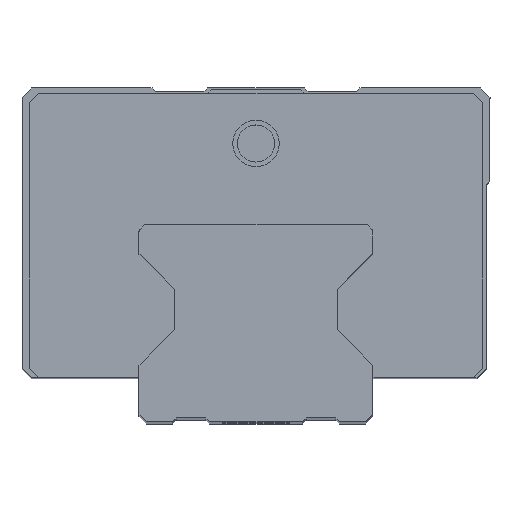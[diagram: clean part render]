
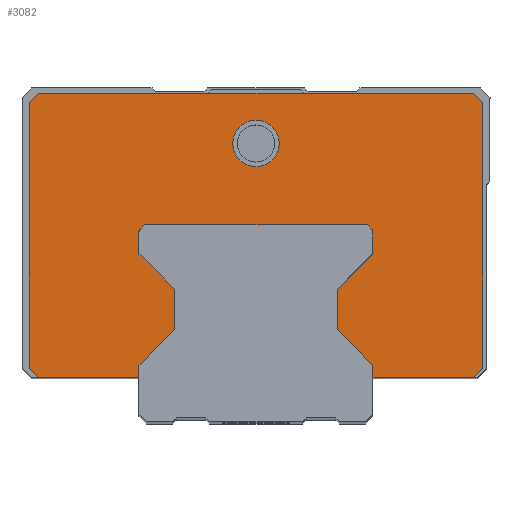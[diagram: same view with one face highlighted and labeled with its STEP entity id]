
A CAD part, top view. The second image highlights one B-rep face of the part: STEP entity #3082.
In plain terms, the highlighted planar face has unit normal (0, 0, 1).
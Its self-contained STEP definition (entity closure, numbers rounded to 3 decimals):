
#829=DIRECTION('',(0.707,-0.707,0.));
#830=VECTOR('',#829,3.536);
#831=CARTESIAN_POINT('',(58.5,-1.5,116.));
#832=LINE('',#831,#830);
#833=DIRECTION('',(0.,-1.,0.));
#834=VECTOR('',#833,71.5);
#835=CARTESIAN_POINT('',(61.,-4.,116.));
#836=LINE('',#835,#834);
#837=DIRECTION('',(-0.707,-0.707,0.));
#838=VECTOR('',#837,3.536);
#839=CARTESIAN_POINT('',(61.,-75.5,116.));
#840=LINE('',#839,#838);
#841=DIRECTION('',(-1.,0.,0.));
#842=VECTOR('',#841,27.);
#843=CARTESIAN_POINT('',(58.5,-78.,116.));
#844=LINE('',#843,#842);
#845=DIRECTION('',(0.,1.,0.));
#846=VECTOR('',#845,3.219);
#847=CARTESIAN_POINT('',(31.5,-78.,116.));
#848=LINE('',#847,#846);
#849=DIRECTION('',(-0.707,0.707,0.));
#850=VECTOR('',#849,13.435);
#851=CARTESIAN_POINT('',(31.5,-74.781,116.));
#852=LINE('',#851,#850);
#853=DIRECTION('',(0.,1.,0.));
#854=VECTOR('',#853,10.962);
#855=CARTESIAN_POINT('',(22.,-65.281,116.));
#856=LINE('',#855,#854);
#857=DIRECTION('',(0.707,0.707,0.));
#858=VECTOR('',#857,13.435);
#859=CARTESIAN_POINT('',(22.,-54.319,116.));
#860=LINE('',#859,#858);
#861=DIRECTION('',(0.,1.,0.));
#862=VECTOR('',#861,5.905);
#863=CARTESIAN_POINT('',(31.5,-44.819,116.));
#864=LINE('',#863,#862);
#865=CARTESIAN_POINT('',(30.5,-38.914,116.));
#866=DIRECTION('',(0.,0.,1.));
#867=DIRECTION('',(1.,0.,0.));
#868=AXIS2_PLACEMENT_3D('',#865,#866,#867);
#870=DIRECTION('',(-0.707,0.707,0.));
#871=VECTOR('',#870,1.707);
#872=CARTESIAN_POINT('',(31.207,-38.207,116.));
#873=LINE('',#872,#871);
#874=DIRECTION('',(-1.,0.,0.));
#875=VECTOR('',#874,60.);
#876=CARTESIAN_POINT('',(30.,-37.,116.));
#877=LINE('',#876,#875);
#878=DIRECTION('',(-0.707,-0.707,0.));
#879=VECTOR('',#878,1.707);
#880=CARTESIAN_POINT('',(-30.,-37.,116.));
#881=LINE('',#880,#879);
#882=CARTESIAN_POINT('',(-30.5,-38.914,116.));
#883=DIRECTION('',(0.,0.,1.));
#884=DIRECTION('',(-0.707,0.707,0.));
#885=AXIS2_PLACEMENT_3D('',#882,#883,#884);
#887=DIRECTION('',(0.,-1.,0.));
#888=VECTOR('',#887,5.905);
#889=CARTESIAN_POINT('',(-31.5,-38.914,116.));
#890=LINE('',#889,#888);
#891=DIRECTION('',(0.707,-0.707,0.));
#892=VECTOR('',#891,13.435);
#893=CARTESIAN_POINT('',(-31.5,-44.819,116.));
#894=LINE('',#893,#892);
#895=DIRECTION('',(0.,-1.,0.));
#896=VECTOR('',#895,10.962);
#897=CARTESIAN_POINT('',(-22.,-54.319,116.));
#898=LINE('',#897,#896);
#899=DIRECTION('',(-0.707,-0.707,0.));
#900=VECTOR('',#899,13.435);
#901=CARTESIAN_POINT('',(-22.,-65.281,116.));
#902=LINE('',#901,#900);
#903=DIRECTION('',(0.,-1.,0.));
#904=VECTOR('',#903,3.219);
#905=CARTESIAN_POINT('',(-31.5,-74.781,116.));
#906=LINE('',#905,#904);
#907=DIRECTION('',(-1.,0.,0.));
#908=VECTOR('',#907,27.);
#909=CARTESIAN_POINT('',(-31.5,-78.,116.));
#910=LINE('',#909,#908);
#911=DIRECTION('',(-0.707,0.707,0.));
#912=VECTOR('',#911,3.536);
#913=CARTESIAN_POINT('',(-58.5,-78.,116.));
#914=LINE('',#913,#912);
#915=DIRECTION('',(0.,1.,0.));
#916=VECTOR('',#915,71.5);
#917=CARTESIAN_POINT('',(-61.,-75.5,116.));
#918=LINE('',#917,#916);
#919=DIRECTION('',(0.707,0.707,0.));
#920=VECTOR('',#919,3.536);
#921=CARTESIAN_POINT('',(-61.,-4.,116.));
#922=LINE('',#921,#920);
#923=DIRECTION('',(1.,0.,0.));
#924=VECTOR('',#923,117.);
#925=CARTESIAN_POINT('',(-58.5,-1.5,116.));
#926=LINE('',#925,#924);
#927=CARTESIAN_POINT('',(0.,-15.,116.));
#928=DIRECTION('',(0.,0.,1.));
#929=DIRECTION('',(-1.,0.,0.));
#930=AXIS2_PLACEMENT_3D('',#927,#928,#929);
#932=CARTESIAN_POINT('',(0.,-15.,116.));
#933=DIRECTION('',(0.,0.,1.));
#934=DIRECTION('',(1.,0.,0.));
#935=AXIS2_PLACEMENT_3D('',#932,#933,#934);
#1613=CARTESIAN_POINT('',(-61.,-4.,116.));
#1615=VERTEX_POINT('',#1613);
#1617=CARTESIAN_POINT('',(-61.,-75.5,116.));
#1618=VERTEX_POINT('',#1617);
#1629=CARTESIAN_POINT('',(-58.5,-1.5,116.));
#1631=VERTEX_POINT('',#1629);
#1643=CARTESIAN_POINT('',(58.5,-1.5,116.));
#1644=VERTEX_POINT('',#1643);
#1713=CARTESIAN_POINT('',(-58.5,-78.,116.));
#1714=VERTEX_POINT('',#1713);
#1715=CARTESIAN_POINT('',(61.,-4.,116.));
#1716=VERTEX_POINT('',#1715);
#1717=CARTESIAN_POINT('',(61.,-75.5,116.));
#1718=VERTEX_POINT('',#1717);
#1719=CARTESIAN_POINT('',(58.5,-78.,116.));
#1720=VERTEX_POINT('',#1719);
#1721=CARTESIAN_POINT('',(31.5,-78.,116.));
#1722=VERTEX_POINT('',#1721);
#1723=CARTESIAN_POINT('',(31.5,-74.781,116.));
#1724=VERTEX_POINT('',#1723);
#1725=CARTESIAN_POINT('',(22.,-65.281,116.));
#1726=VERTEX_POINT('',#1725);
#1727=CARTESIAN_POINT('',(22.,-54.319,116.));
#1728=VERTEX_POINT('',#1727);
#1729=CARTESIAN_POINT('',(31.5,-44.819,116.));
#1730=VERTEX_POINT('',#1729);
#1731=CARTESIAN_POINT('',(31.5,-38.914,116.));
#1732=VERTEX_POINT('',#1731);
#1733=CARTESIAN_POINT('',(31.207,-38.207,116.));
#1734=VERTEX_POINT('',#1733);
#1735=CARTESIAN_POINT('',(30.,-37.,116.));
#1736=VERTEX_POINT('',#1735);
#1737=CARTESIAN_POINT('',(-30.,-37.,116.));
#1738=VERTEX_POINT('',#1737);
#1739=CARTESIAN_POINT('',(-31.207,-38.207,116.));
#1740=VERTEX_POINT('',#1739);
#1741=CARTESIAN_POINT('',(-31.5,-38.914,116.));
#1742=VERTEX_POINT('',#1741);
#1743=CARTESIAN_POINT('',(-31.5,-44.819,116.));
#1744=VERTEX_POINT('',#1743);
#1745=CARTESIAN_POINT('',(-22.,-54.319,116.));
#1746=VERTEX_POINT('',#1745);
#1747=CARTESIAN_POINT('',(-22.,-65.281,116.));
#1748=VERTEX_POINT('',#1747);
#1749=CARTESIAN_POINT('',(-31.5,-74.781,116.));
#1750=VERTEX_POINT('',#1749);
#1751=CARTESIAN_POINT('',(-31.5,-78.,116.));
#1752=VERTEX_POINT('',#1751);
#1753=CARTESIAN_POINT('',(-6.25,-15.,116.));
#1754=CARTESIAN_POINT('',(6.25,-15.,116.));
#1755=VERTEX_POINT('',#1753);
#1756=VERTEX_POINT('',#1754);
#3042=CARTESIAN_POINT('',(58.5,-1.5,116.));
#3043=DIRECTION('',(0.,0.,1.));
#3044=DIRECTION('',(1.,0.,0.));
#3045=AXIS2_PLACEMENT_3D('',#3042,#3043,#3044);
#3046=PLANE('',#3045);
#3048=ORIENTED_EDGE('',*,*,#3047,.T.);
#3050=ORIENTED_EDGE('',*,*,#3049,.T.);
#3052=ORIENTED_EDGE('',*,*,#3051,.T.);
#3053=ORIENTED_EDGE('',*,*,#2772,.T.);
#3054=ORIENTED_EDGE('',*,*,#2792,.T.);
#3055=ORIENTED_EDGE('',*,*,#2806,.T.);
#3056=ORIENTED_EDGE('',*,*,#2820,.T.);
#3057=ORIENTED_EDGE('',*,*,#2834,.T.);
#3058=ORIENTED_EDGE('',*,*,#2850,.T.);
#3059=ORIENTED_EDGE('',*,*,#2872,.T.);
#3060=ORIENTED_EDGE('',*,*,#2896,.T.);
#3061=ORIENTED_EDGE('',*,*,#2914,.T.);
#3062=ORIENTED_EDGE('',*,*,#2930,.T.);
#3063=ORIENTED_EDGE('',*,*,#2952,.T.);
#3064=ORIENTED_EDGE('',*,*,#2976,.T.);
#3065=ORIENTED_EDGE('',*,*,#2994,.T.);
#3066=ORIENTED_EDGE('',*,*,#3008,.T.);
#3067=ORIENTED_EDGE('',*,*,#3022,.T.);
#3068=ORIENTED_EDGE('',*,*,#3035,.T.);
#3069=ORIENTED_EDGE('',*,*,#2193,.T.);
#3070=ORIENTED_EDGE('',*,*,#2214,.T.);
#3071=ORIENTED_EDGE('',*,*,#2229,.T.);
#3072=ORIENTED_EDGE('',*,*,#2250,.T.);
#3073=ORIENTED_EDGE('',*,*,#2276,.T.);
#3074=EDGE_LOOP('',(#3048,#3050,#3052,#3053,#3054,#3055,#3056,#3057,#3058,#3059,
#3060,#3061,#3062,#3063,#3064,#3065,#3066,#3067,#3068,#3069,#3070,#3071,#3072,
#3073));
#3075=FACE_OUTER_BOUND('',#3074,.F.);
#3077=ORIENTED_EDGE('',*,*,#3076,.T.);
#3079=ORIENTED_EDGE('',*,*,#3078,.T.);
#3080=EDGE_LOOP('',(#3077,#3079));
#3081=FACE_BOUND('',#3080,.F.);
#3082=ADVANCED_FACE('',(#3075,#3081),#3046,.T.);
#869=CIRCLE('',#868,1.);
#886=CIRCLE('',#885,1.);
#931=CIRCLE('',#930,6.25);
#936=CIRCLE('',#935,6.25);
#2193=EDGE_CURVE('',#1752,#1714,#910,.T.);
#2214=EDGE_CURVE('',#1714,#1618,#914,.T.);
#2229=EDGE_CURVE('',#1618,#1615,#918,.T.);
#2250=EDGE_CURVE('',#1615,#1631,#922,.T.);
#2276=EDGE_CURVE('',#1631,#1644,#926,.T.);
#2772=EDGE_CURVE('',#1720,#1722,#844,.T.);
#2792=EDGE_CURVE('',#1722,#1724,#848,.T.);
#2806=EDGE_CURVE('',#1724,#1726,#852,.T.);
#2820=EDGE_CURVE('',#1726,#1728,#856,.T.);
#2834=EDGE_CURVE('',#1728,#1730,#860,.T.);
#2850=EDGE_CURVE('',#1730,#1732,#864,.T.);
#2872=EDGE_CURVE('',#1732,#1734,#869,.T.);
#2896=EDGE_CURVE('',#1734,#1736,#873,.T.);
#2914=EDGE_CURVE('',#1736,#1738,#877,.T.);
#2930=EDGE_CURVE('',#1738,#1740,#881,.T.);
#2952=EDGE_CURVE('',#1740,#1742,#886,.T.);
#2976=EDGE_CURVE('',#1742,#1744,#890,.T.);
#2994=EDGE_CURVE('',#1744,#1746,#894,.T.);
#3008=EDGE_CURVE('',#1746,#1748,#898,.T.);
#3022=EDGE_CURVE('',#1748,#1750,#902,.T.);
#3035=EDGE_CURVE('',#1750,#1752,#906,.T.);
#3047=EDGE_CURVE('',#1644,#1716,#832,.T.);
#3049=EDGE_CURVE('',#1716,#1718,#836,.T.);
#3051=EDGE_CURVE('',#1718,#1720,#840,.T.);
#3076=EDGE_CURVE('',#1755,#1756,#931,.T.);
#3078=EDGE_CURVE('',#1756,#1755,#936,.T.);
